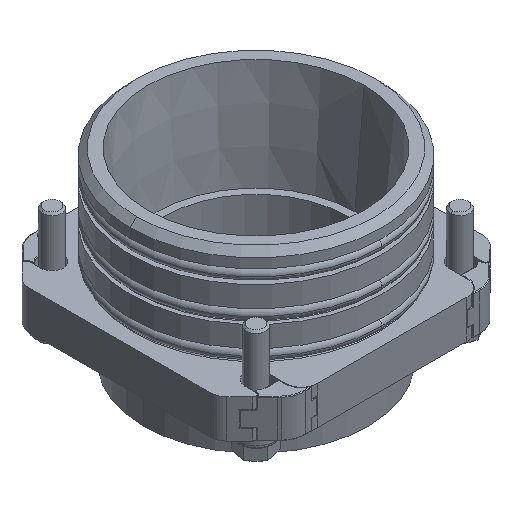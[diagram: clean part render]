
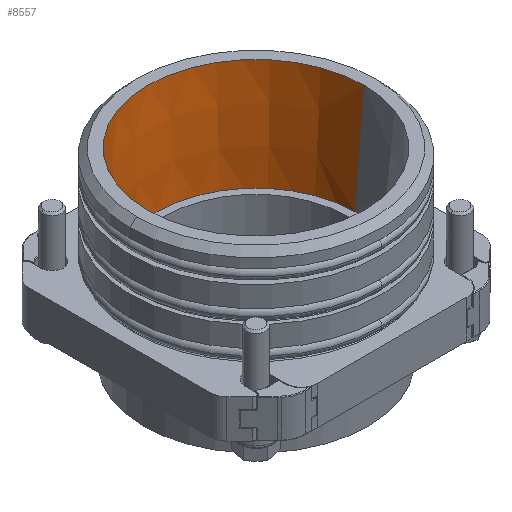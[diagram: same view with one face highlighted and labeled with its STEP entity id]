
A CAD part, isometric view. The second image highlights one B-rep face of the part: STEP entity #8557.
In plain terms, the highlighted conical face has half-angle 5 degrees and reference radius 33.74 mm.
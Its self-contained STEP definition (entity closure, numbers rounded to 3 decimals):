
#385 = CONICAL_SURFACE ( 'NONE', #10945, 33.74, 0.087 ) ;
#650 = ORIENTED_EDGE ( 'NONE', *, *, #935, .T. ) ;
#935 = EDGE_CURVE ( 'NONE', #6085, #18172, #17862, .T. ) ;
#2801 = CIRCLE ( 'NONE', #14356, 30.875 ) ;
#4504 = DIRECTION ( 'NONE',  ( 1., 0., 0. ) ) ;
#5459 = EDGE_CURVE ( 'NONE', #6607, #6085, #5841, .T. ) ;
#5777 = EDGE_LOOP ( 'NONE', ( #17319, #15187, #8057, #650 ) ) ;
#5841 = LINE ( 'NONE', #17263, #9652 ) ;
#6085 = VERTEX_POINT ( 'NONE', #10251 ) ;
#6607 = VERTEX_POINT ( 'NONE', #9662 ) ;
#7467 = DIRECTION ( 'NONE',  ( 0., 0., 1. ) ) ;
#7523 = DIRECTION ( 'NONE',  ( -0.087, 0., 0.996 ) ) ;
#8057 = ORIENTED_EDGE ( 'NONE', *, *, #5459, .T. ) ;
#8421 = FACE_OUTER_BOUND ( 'NONE', #5777, .T. ) ;
#8433 = CARTESIAN_POINT ( 'NONE',  ( 0., 0., 37.25 ) ) ;
#8557 = ADVANCED_FACE ( 'NONE', ( #8421 ), #385, .F. ) ;
#8925 = CARTESIAN_POINT ( 'NONE',  ( 0., 0., 70. ) ) ;
#9652 = VECTOR ( 'NONE', #17321, 1000. ) ;
#9662 = CARTESIAN_POINT ( 'NONE',  ( 30.875, 0., 37.25 ) ) ;
#9893 = DIRECTION ( 'NONE',  ( 1., 0., 0. ) ) ;
#10251 = CARTESIAN_POINT ( 'NONE',  ( 33.74, 0., 70. ) ) ;
#10700 = EDGE_CURVE ( 'NONE', #6607, #15423, #2801, .T. ) ;
#10945 = AXIS2_PLACEMENT_3D ( 'NONE', #11662, #17445, #4504 ) ;
#11662 = CARTESIAN_POINT ( 'NONE',  ( 0., 0., 70. ) ) ;
#12270 = CARTESIAN_POINT ( 'NONE',  ( -30.875, 0., 37.25 ) ) ;
#13750 = VECTOR ( 'NONE', #7523, 1000. ) ;
#14356 = AXIS2_PLACEMENT_3D ( 'NONE', #8433, #18489, #9893 ) ;
#14660 = CARTESIAN_POINT ( 'NONE',  ( -33.74, 0., 70. ) ) ;
#15187 = ORIENTED_EDGE ( 'NONE', *, *, #10700, .F. ) ;
#15423 = VERTEX_POINT ( 'NONE', #12270 ) ;
#15803 = AXIS2_PLACEMENT_3D ( 'NONE', #8925, #7467, #16076 ) ;
#16076 = DIRECTION ( 'NONE',  ( 1., 0., 0. ) ) ;
#16502 = EDGE_CURVE ( 'NONE', #15423, #18172, #17599, .T. ) ;
#17263 = CARTESIAN_POINT ( 'NONE',  ( 33.74, 0., 70. ) ) ;
#17319 = ORIENTED_EDGE ( 'NONE', *, *, #16502, .F. ) ;
#17321 = DIRECTION ( 'NONE',  ( 0.087, 0., 0.996 ) ) ;
#17445 = DIRECTION ( 'NONE',  ( 0., 0., 1. ) ) ;
#17599 = LINE ( 'NONE', #14660, #13750 ) ;
#17862 = CIRCLE ( 'NONE', #15803, 33.74 ) ;
#18116 = CARTESIAN_POINT ( 'NONE',  ( -33.74, 0., 70. ) ) ;
#18172 = VERTEX_POINT ( 'NONE', #18116 ) ;
#18489 = DIRECTION ( 'NONE',  ( 0., 0., 1. ) ) ;
